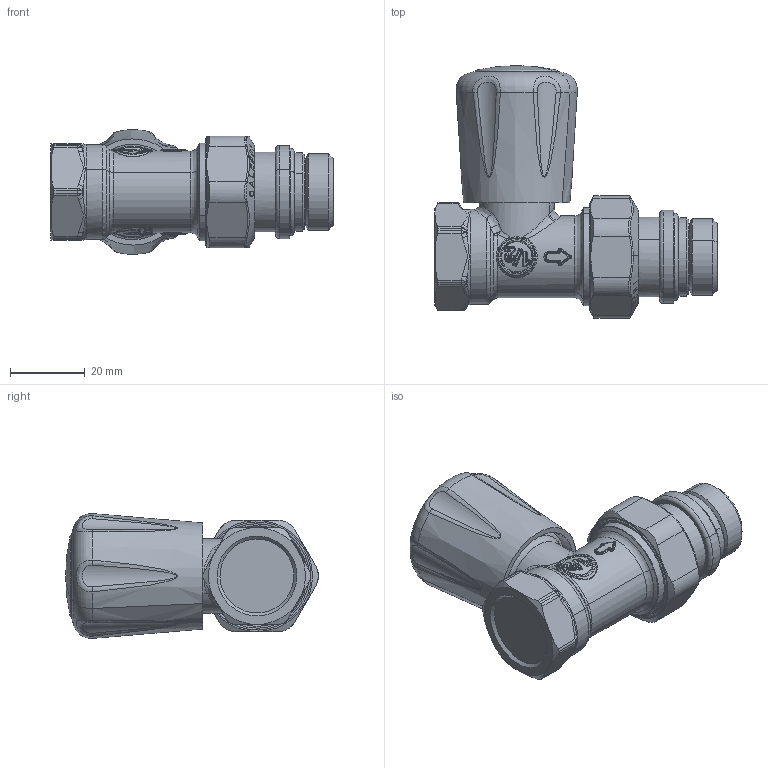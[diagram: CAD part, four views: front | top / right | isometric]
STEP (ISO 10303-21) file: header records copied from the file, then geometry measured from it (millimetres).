
FILE_DESCRIPTION(('CATIA V5 STEP Exchange'),'2;1');
FILE_NAME('STEP_422402_-_TST.stp','2017-09-19T09:17:44+00:00',('none'),('none'),'CATIA Version 5-6 Release 2014 SP5','CATIA V5 STEP AP203','none');
FILE_SCHEMA(('CONFIG_CONTROL_DESIGN'));
Products named in the file (1): 422402 - TST
Bounding box: 75.8 x 67.76 x 33.46 mm (x, y, z)
Volume: 62650.8 mm3; surface area: 17886.3 mm2
Topology: 1 solids, 9 shells, 1231 faces, 2981 edges, 1729 vertices
Faces by surface type: plane 405, bspline 405, cylinder 259, cone 73, torus 49, sphere 40
Entity records: 57614 total; most frequent: CARTESIAN_POINT 34876, ORIENTED_EDGE 5844, EDGE_CURVE 2922, DIRECTION 2536, VERTEX_POINT 1729, B_SPLINE_CURVE_WITH_KNOTS 1446, EDGE_LOOP 1275, ADVANCED_FACE 1231
